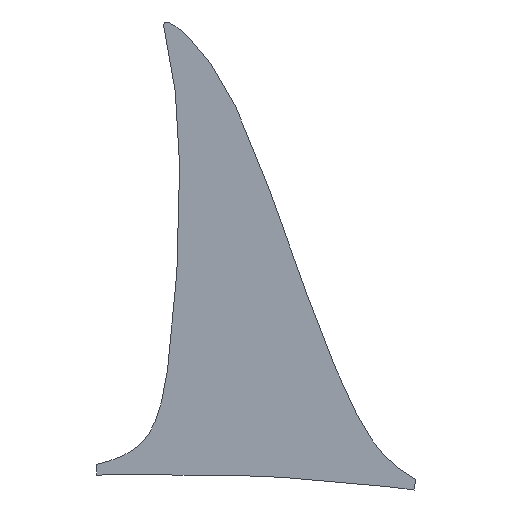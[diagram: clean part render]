
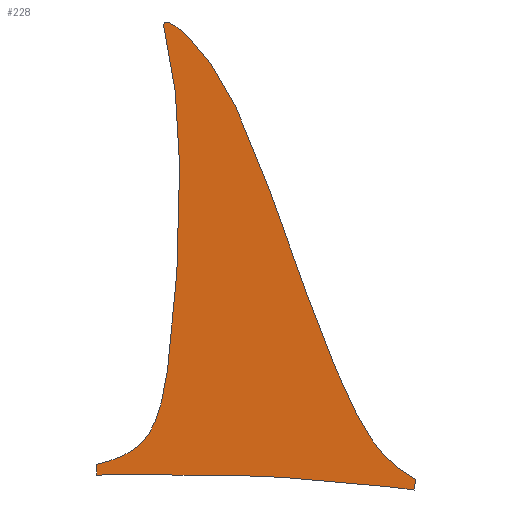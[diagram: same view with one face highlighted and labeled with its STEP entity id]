
A CAD part, left-side view. The second image highlights one B-rep face of the part: STEP entity #228.
In plain terms, the highlighted planar face has unit normal (-1, 0, 0).
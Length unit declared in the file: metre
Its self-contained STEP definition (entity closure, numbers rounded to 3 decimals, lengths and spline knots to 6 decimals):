
#24=CIRCLE('',#249,0.003175);
#27=B_SPLINE_CURVE_WITH_KNOTS('',3,(#397,#398,#399,#400,#401,#402,#403),
 .UNSPECIFIED.,.F.,.F.,(4,1,1,1,4),(0.,0.245552,0.618015,
0.836845,1.),.UNSPECIFIED.);
#28=B_SPLINE_CURVE_WITH_KNOTS('',3,(#456,#457,#458,#459,#460,#461,#462),
 .UNSPECIFIED.,.F.,.F.,(4,1,1,1,4),(0.,0.193776,0.591642,
0.845482,1.),.UNSPECIFIED.);
#67=ORIENTED_EDGE('',*,*,#99,.F.);
#68=ORIENTED_EDGE('',*,*,#109,.T.);
#69=ORIENTED_EDGE('',*,*,#111,.F.);
#70=ORIENTED_EDGE('',*,*,#113,.T.);
#71=ORIENTED_EDGE('',*,*,#115,.F.);
#72=ORIENTED_EDGE('',*,*,#107,.T.);
#73=ORIENTED_EDGE('',*,*,#105,.T.);
#74=ORIENTED_EDGE('',*,*,#102,.T.);
#75=ORIENTED_EDGE('',*,*,#116,.T.);
#76=ORIENTED_EDGE('',*,*,#117,.F.);
#99=EDGE_CURVE('',#129,#130,#146,.T.);
#102=EDGE_CURVE('',#131,#132,#27,.T.);
#105=EDGE_CURVE('',#133,#131,#24,.F.);
#107=EDGE_CURVE('',#134,#133,#28,.T.);
#109=EDGE_CURVE('',#129,#135,#153,.T.);
#111=EDGE_CURVE('',#136,#135,#155,.T.);
#113=EDGE_CURVE('',#136,#137,#157,.T.);
#115=EDGE_CURVE('',#134,#137,#159,.T.);
#116=EDGE_CURVE('',#132,#138,#160,.T.);
#117=EDGE_CURVE('',#130,#138,#161,.T.);
#129=VERTEX_POINT('',#343);
#130=VERTEX_POINT('',#344);
#131=VERTEX_POINT('',#404);
#132=VERTEX_POINT('',#405);
#133=VERTEX_POINT('',#410);
#134=VERTEX_POINT('',#463);
#135=VERTEX_POINT('',#467);
#136=VERTEX_POINT('',#471);
#137=VERTEX_POINT('',#475);
#138=VERTEX_POINT('',#480);
#146=LINE('',#342,#170);
#153=LINE('',#466,#177);
#155=LINE('',#470,#179);
#157=LINE('',#474,#181);
#159=LINE('',#478,#183);
#160=LINE('',#479,#184);
#161=LINE('',#481,#185);
#170=VECTOR('',#272,1.);
#177=VECTOR('',#285,1.);
#179=VECTOR('',#289,1.);
#181=VECTOR('',#293,1.);
#183=VECTOR('',#297,1.);
#184=VECTOR('',#298,1.);
#185=VECTOR('',#299,1.);
#195=EDGE_LOOP('',(#67,#68,#69,#70,#71,#72,#73,#74,#75,#76));
#207=FACE_BOUND('',#195,.T.);
#216=PLANE('',#253);
#228=ADVANCED_FACE('',(#207),#216,.F.);
#249=AXIS2_PLACEMENT_3D('',#409,#279,#280);
#253=AXIS2_PLACEMENT_3D('',#477,#295,#296);
#272=DIRECTION('',(0.,1.,0.013));
#279=DIRECTION('',(1.,0.,0.));
#280=DIRECTION('',(0.,0.,-1.));
#285=DIRECTION('',(0.,-0.998,-0.055));
#289=DIRECTION('',(0.,0.996,0.088));
#293=DIRECTION('',(0.,-0.992,-0.123));
#295=DIRECTION('',(1.,0.,0.));
#296=DIRECTION('',(0.,1.,0.));
#297=DIRECTION('',(0.,0.123,-0.992));
#298=DIRECTION('',(0.,-0.029,-1.));
#299=DIRECTION('',(0.,1.,-0.029));
#342=CARTESIAN_POINT('',(-0.001588,-0.050874,0.19232));
#343=CARTESIAN_POINT('',(-0.001588,-0.111104,0.191535));
#344=CARTESIAN_POINT('',(-0.001588,0.009356,0.193104));
#397=CARTESIAN_POINT('',(-0.001588,-0.025386,0.599943));
#398=CARTESIAN_POINT('',(-0.001588,-0.030776,0.573447));
#399=CARTESIAN_POINT('',(-0.001588,-0.046166,0.50781));
#400=CARTESIAN_POINT('',(-0.001588,-0.035975,0.292467));
#401=CARTESIAN_POINT('',(-0.001588,-0.014341,0.215735));
#402=CARTESIAN_POINT('',(-0.001588,0.022953,0.204511));
#403=CARTESIAN_POINT('',(-0.001588,0.03387,0.201914));
#404=CARTESIAN_POINT('',(-0.001588,-0.026492,0.594552));
#405=CARTESIAN_POINT('',(-0.001588,0.03387,0.201914));
#409=CARTESIAN_POINT('',(-0.001588,-0.029601,0.595193));
#410=CARTESIAN_POINT('',(-0.001588,-0.03099,0.598049));
#456=CARTESIAN_POINT('',(-0.001588,-0.252036,0.188547));
#457=CARTESIAN_POINT('',(-0.001588,-0.237823,0.196252));
#458=CARTESIAN_POINT('',(-0.001588,-0.192565,0.228186));
#459=CARTESIAN_POINT('',(-0.001588,-0.114067,0.483882));
#460=CARTESIAN_POINT('',(-0.001588,-0.066602,0.571356));
#461=CARTESIAN_POINT('',(-0.001588,-0.03359,0.598683));
#462=CARTESIAN_POINT('',(-0.001588,-0.025386,0.599943));
#463=CARTESIAN_POINT('',(-0.001588,-0.252036,0.188547));
#466=CARTESIAN_POINT('',(-0.001588,-0.123208,0.190864));
#467=CARTESIAN_POINT('',(-0.001588,-0.135312,0.190192));
#470=CARTESIAN_POINT('',(-0.001588,-0.181071,0.186134));
#471=CARTESIAN_POINT('',(-0.001588,-0.226831,0.182075));
#474=CARTESIAN_POINT('',(-0.001588,-0.238848,0.180585));
#475=CARTESIAN_POINT('',(-0.001588,-0.250864,0.179095));
#477=CARTESIAN_POINT('',(-0.001588,-0.109083,0.389519));
#478=CARTESIAN_POINT('',(-0.001588,-0.25145,0.183821));
#479=CARTESIAN_POINT('',(-0.001588,0.033731,0.197154));
#480=CARTESIAN_POINT('',(-0.001588,0.033591,0.192393));
#481=CARTESIAN_POINT('',(-0.001588,0.021473,0.192749));
